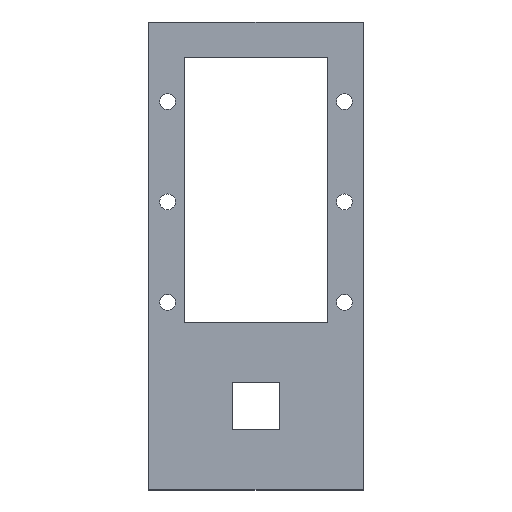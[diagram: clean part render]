
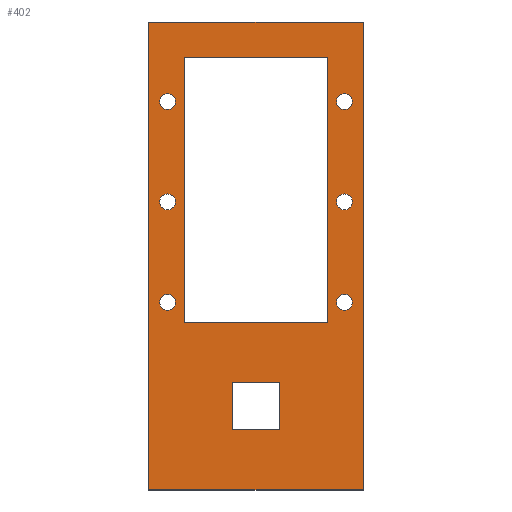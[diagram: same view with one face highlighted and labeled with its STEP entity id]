
A CAD part, top view. The second image highlights one B-rep face of the part: STEP entity #402.
In plain terms, the highlighted planar face has unit normal (0, 0, 1).
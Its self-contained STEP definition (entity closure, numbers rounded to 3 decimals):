
#21=FACE_BOUND('',#71,.T.);
#22=FACE_BOUND('',#72,.T.);
#23=FACE_BOUND('',#73,.T.);
#24=FACE_BOUND('',#74,.T.);
#25=FACE_BOUND('',#75,.T.);
#26=FACE_BOUND('',#76,.T.);
#27=FACE_BOUND('',#77,.T.);
#28=FACE_BOUND('',#78,.T.);
#37=CIRCLE('',#437,1.35);
#38=CIRCLE('',#438,1.35);
#39=CIRCLE('',#439,1.35);
#40=CIRCLE('',#440,1.35);
#41=CIRCLE('',#441,1.35);
#42=CIRCLE('',#442,1.35);
#50=FACE_OUTER_BOUND('',#70,.T.);
#70=EDGE_LOOP('',(#283,#284,#285,#286));
#71=EDGE_LOOP('',(#287));
#72=EDGE_LOOP('',(#288));
#73=EDGE_LOOP('',(#289));
#74=EDGE_LOOP('',(#290));
#75=EDGE_LOOP('',(#291));
#76=EDGE_LOOP('',(#292));
#77=EDGE_LOOP('',(#293,#294,#295,#296));
#78=EDGE_LOOP('',(#297,#298,#299,#300));
#105=LINE('',#579,#147);
#109=LINE('',#588,#151);
#110=LINE('',#590,#152);
#111=LINE('',#592,#153);
#112=LINE('',#593,#154);
#113=LINE('',#608,#155);
#114=LINE('',#610,#156);
#115=LINE('',#612,#157);
#116=LINE('',#613,#158);
#117=LINE('',#615,#159);
#118=LINE('',#617,#160);
#119=LINE('',#618,#161);
#147=VECTOR('',#471,10.);
#151=VECTOR('',#477,10.);
#152=VECTOR('',#478,10.);
#153=VECTOR('',#479,10.);
#154=VECTOR('',#480,10.);
#155=VECTOR('',#493,1.);
#156=VECTOR('',#494,1.);
#157=VECTOR('',#495,1.);
#158=VECTOR('',#496,1.);
#159=VECTOR('',#497,10.);
#160=VECTOR('',#498,10.);
#161=VECTOR('',#499,10.);
#189=VERTEX_POINT('',#577);
#190=VERTEX_POINT('',#578);
#193=VERTEX_POINT('',#586);
#194=VERTEX_POINT('',#587);
#195=VERTEX_POINT('',#589);
#196=VERTEX_POINT('',#591);
#197=VERTEX_POINT('',#594);
#198=VERTEX_POINT('',#596);
#199=VERTEX_POINT('',#598);
#200=VERTEX_POINT('',#600);
#201=VERTEX_POINT('',#602);
#202=VERTEX_POINT('',#604);
#203=VERTEX_POINT('',#606);
#204=VERTEX_POINT('',#607);
#205=VERTEX_POINT('',#609);
#206=VERTEX_POINT('',#611);
#207=VERTEX_POINT('',#614);
#208=VERTEX_POINT('',#616);
#225=EDGE_CURVE('',#189,#190,#105,.T.);
#229=EDGE_CURVE('',#193,#194,#109,.T.);
#230=EDGE_CURVE('',#195,#193,#110,.T.);
#231=EDGE_CURVE('',#196,#195,#111,.T.);
#232=EDGE_CURVE('',#194,#196,#112,.T.);
#233=EDGE_CURVE('',#197,#197,#37,.T.);
#234=EDGE_CURVE('',#198,#198,#38,.T.);
#235=EDGE_CURVE('',#199,#199,#39,.T.);
#236=EDGE_CURVE('',#200,#200,#40,.T.);
#237=EDGE_CURVE('',#201,#201,#41,.T.);
#238=EDGE_CURVE('',#202,#202,#42,.T.);
#239=EDGE_CURVE('',#203,#204,#113,.T.);
#240=EDGE_CURVE('',#204,#205,#114,.T.);
#241=EDGE_CURVE('',#205,#206,#115,.T.);
#242=EDGE_CURVE('',#206,#203,#116,.T.);
#243=EDGE_CURVE('',#207,#189,#117,.T.);
#244=EDGE_CURVE('',#190,#208,#118,.T.);
#245=EDGE_CURVE('',#208,#207,#119,.T.);
#283=ORIENTED_EDGE('',*,*,#229,.F.);
#284=ORIENTED_EDGE('',*,*,#230,.F.);
#285=ORIENTED_EDGE('',*,*,#231,.F.);
#286=ORIENTED_EDGE('',*,*,#232,.F.);
#287=ORIENTED_EDGE('',*,*,#233,.F.);
#288=ORIENTED_EDGE('',*,*,#234,.F.);
#289=ORIENTED_EDGE('',*,*,#235,.F.);
#290=ORIENTED_EDGE('',*,*,#236,.F.);
#291=ORIENTED_EDGE('',*,*,#237,.F.);
#292=ORIENTED_EDGE('',*,*,#238,.F.);
#293=ORIENTED_EDGE('',*,*,#239,.T.);
#294=ORIENTED_EDGE('',*,*,#240,.T.);
#295=ORIENTED_EDGE('',*,*,#241,.T.);
#296=ORIENTED_EDGE('',*,*,#242,.T.);
#297=ORIENTED_EDGE('',*,*,#243,.T.);
#298=ORIENTED_EDGE('',*,*,#225,.T.);
#299=ORIENTED_EDGE('',*,*,#244,.T.);
#300=ORIENTED_EDGE('',*,*,#245,.T.);
#388=PLANE('',#436);
#402=ADVANCED_FACE('',(#50,#21,#22,#23,#24,#25,#26,#27,#28),#388,.F.);
#436=AXIS2_PLACEMENT_3D('',#585,#475,#476);
#437=AXIS2_PLACEMENT_3D('',#595,#481,#482);
#438=AXIS2_PLACEMENT_3D('',#597,#483,#484);
#439=AXIS2_PLACEMENT_3D('',#599,#485,#486);
#440=AXIS2_PLACEMENT_3D('',#601,#487,#488);
#441=AXIS2_PLACEMENT_3D('',#603,#489,#490);
#442=AXIS2_PLACEMENT_3D('',#605,#491,#492);
#471=DIRECTION('',(1.,0.,0.));
#475=DIRECTION('center_axis',(0.,0.,-1.));
#476=DIRECTION('ref_axis',(-1.,0.,0.));
#477=DIRECTION('',(0.,-1.,0.));
#478=DIRECTION('',(1.,0.,0.));
#479=DIRECTION('',(0.,1.,0.));
#480=DIRECTION('',(-1.,0.,0.));
#481=DIRECTION('center_axis',(0.,0.,1.));
#482=DIRECTION('ref_axis',(1.,0.,0.));
#483=DIRECTION('center_axis',(0.,0.,1.));
#484=DIRECTION('ref_axis',(1.,0.,0.));
#485=DIRECTION('center_axis',(0.,0.,1.));
#486=DIRECTION('ref_axis',(1.,0.,0.));
#487=DIRECTION('center_axis',(0.,0.,1.));
#488=DIRECTION('ref_axis',(1.,0.,0.));
#489=DIRECTION('center_axis',(0.,0.,1.));
#490=DIRECTION('ref_axis',(1.,0.,0.));
#491=DIRECTION('center_axis',(0.,0.,1.));
#492=DIRECTION('ref_axis',(1.,0.,0.));
#493=DIRECTION('',(0.,1.,0.));
#494=DIRECTION('',(1.,0.,0.));
#495=DIRECTION('',(0.,-1.,0.));
#496=DIRECTION('',(-1.,0.,0.));
#497=DIRECTION('',(0.,1.,0.));
#498=DIRECTION('',(0.,-1.,0.));
#499=DIRECTION('',(-1.,0.,0.));
#577=CARTESIAN_POINT('',(-4.,243.185,7.));
#578=CARTESIAN_POINT('',(4.,243.185,7.));
#579=CARTESIAN_POINT('',(-1.999,243.185,7.));
#585=CARTESIAN_POINT('Origin',(0.,231.124,7.));
#586=CARTESIAN_POINT('',(18.2,304.355,7.));
#587=CARTESIAN_POINT('',(18.2,225.015,7.));
#588=CARTESIAN_POINT('',(18.2,236.253,7.));
#589=CARTESIAN_POINT('',(-18.2,304.355,7.));
#590=CARTESIAN_POINT('',(-9.1,304.355,7.));
#591=CARTESIAN_POINT('',(-18.2,225.015,7.));
#592=CARTESIAN_POINT('',(-18.2,236.253,7.));
#593=CARTESIAN_POINT('',(-25.,225.015,7.));
#594=CARTESIAN_POINT('',(-16.35,290.855,7.));
#595=CARTESIAN_POINT('Origin',(-15.,290.855,7.));
#596=CARTESIAN_POINT('',(-16.35,273.855,7.));
#597=CARTESIAN_POINT('Origin',(-15.,273.855,7.));
#598=CARTESIAN_POINT('',(-16.35,256.855,7.));
#599=CARTESIAN_POINT('Origin',(-15.,256.855,7.));
#600=CARTESIAN_POINT('',(13.65,290.855,7.));
#601=CARTESIAN_POINT('Origin',(15.,290.855,7.));
#602=CARTESIAN_POINT('',(13.65,273.855,7.));
#603=CARTESIAN_POINT('Origin',(15.,273.855,7.));
#604=CARTESIAN_POINT('',(13.65,256.855,7.));
#605=CARTESIAN_POINT('Origin',(15.,256.855,7.));
#606=CARTESIAN_POINT('',(-12.2,253.355,7.));
#607=CARTESIAN_POINT('',(-12.2,298.355,7.));
#608=CARTESIAN_POINT('',(-12.2,253.355,7.));
#609=CARTESIAN_POINT('',(12.2,298.355,7.));
#610=CARTESIAN_POINT('',(-12.2,298.355,7.));
#611=CARTESIAN_POINT('',(12.2,253.355,7.));
#612=CARTESIAN_POINT('',(12.2,298.355,7.));
#613=CARTESIAN_POINT('',(12.2,253.355,7.));
#614=CARTESIAN_POINT('',(-4.,235.185,7.));
#615=CARTESIAN_POINT('',(-4.,235.155,7.));
#616=CARTESIAN_POINT('',(4.,235.185,7.));
#617=CARTESIAN_POINT('',(4.,233.154,7.));
#618=CARTESIAN_POINT('',(-2.,235.185,7.));
